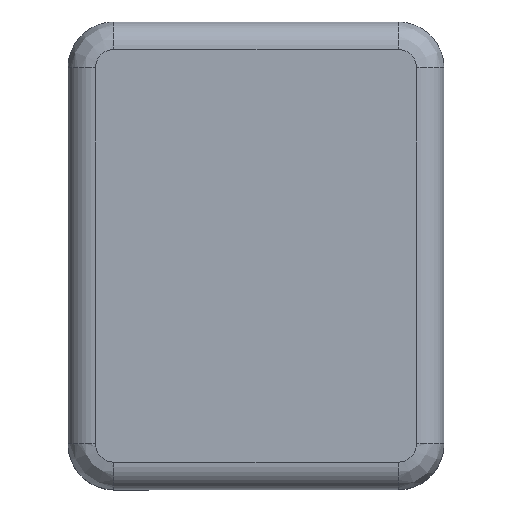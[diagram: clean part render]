
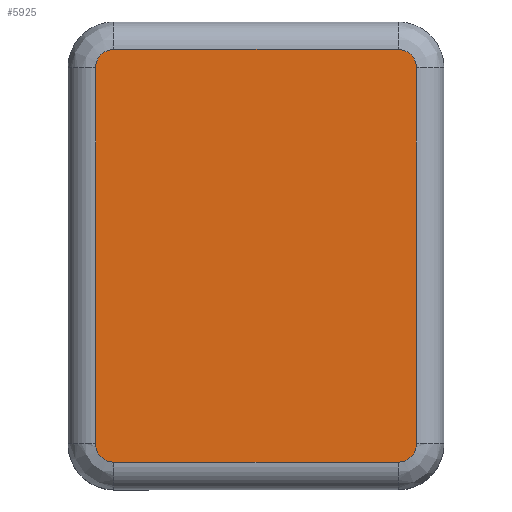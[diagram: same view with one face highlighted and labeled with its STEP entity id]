
A CAD part, top view. The second image highlights one B-rep face of the part: STEP entity #5925.
In plain terms, the highlighted planar face has unit normal (0, 0, 1).
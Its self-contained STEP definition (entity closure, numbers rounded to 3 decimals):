
#5780=CARTESIAN_POINT('',(-7.75,11.25,11.));
#5781=VERTEX_POINT('',#5780);
#5798=CARTESIAN_POINT('',(-8.75,10.25,11.));
#5799=VERTEX_POINT('',#5798);
#5807=CARTESIAN_POINT('',(-7.75,10.25,11.));
#5808=DIRECTION('',(0.,0.,-1.0));
#5809=DIRECTION('',(-0.707,0.707,0.));
#5810=AXIS2_PLACEMENT_3D('',#5807,#5808,#5809);
#5811=CIRCLE('',#5810,1.);
#5812=EDGE_CURVE('',#5799,#5781,#5811,.T.);
#5848=CARTESIAN_POINT('',(7.75,11.25,11.));
#5849=VERTEX_POINT('',#5848);
#5850=CARTESIAN_POINT('',(-7.75,11.25,11.));
#5851=DIRECTION('',(1.0,0.0,0.0));
#5852=VECTOR('',#5851,15.5);
#5853=LINE('',#5850,#5852);
#5854=EDGE_CURVE('',#5781,#5849,#5853,.T.);
#5867=CARTESIAN_POINT('',(0.,0.,11.));
#5868=DIRECTION('',(0.0,0.0,-1.0));
#5869=DIRECTION('',(1.0,0.0,0.0));
#5870=AXIS2_PLACEMENT_3D('',#5867,#5868,#5869);
#5871=PLANE('',#5870);
#5872=ORIENTED_EDGE('',*,*,#5812,.F.);
#5873=CARTESIAN_POINT('',(-8.75,-10.25,11.));
#5874=VERTEX_POINT('',#5873);
#5875=CARTESIAN_POINT('',(-8.75,-10.25,11.));
#5876=DIRECTION('',(0.0,1.0,0.0));
#5877=VECTOR('',#5876,20.5);
#5878=LINE('',#5875,#5877);
#5879=EDGE_CURVE('',#5874,#5799,#5878,.T.);
#5880=ORIENTED_EDGE('',*,*,#5879,.F.);
#5881=CARTESIAN_POINT('',(-7.75,-11.25,11.));
#5882=VERTEX_POINT('',#5881);
#5883=CARTESIAN_POINT('',(-7.75,-10.25,11.));
#5884=DIRECTION('',(0.,0.,-1.0));
#5885=DIRECTION('',(-0.707,-0.707,0.));
#5886=AXIS2_PLACEMENT_3D('',#5883,#5884,#5885);
#5887=CIRCLE('',#5886,1.);
#5888=EDGE_CURVE('',#5882,#5874,#5887,.T.);
#5889=ORIENTED_EDGE('',*,*,#5888,.F.);
#5890=CARTESIAN_POINT('',(7.75,-11.25,11.));
#5891=VERTEX_POINT('',#5890);
#5892=CARTESIAN_POINT('',(7.75,-11.25,11.));
#5893=DIRECTION('',(-1.0,0.0,0.0));
#5894=VECTOR('',#5893,15.5);
#5895=LINE('',#5892,#5894);
#5896=EDGE_CURVE('',#5891,#5882,#5895,.T.);
#5897=ORIENTED_EDGE('',*,*,#5896,.F.);
#5898=CARTESIAN_POINT('',(8.75,-10.25,11.));
#5899=VERTEX_POINT('',#5898);
#5900=CARTESIAN_POINT('',(7.75,-10.25,11.));
#5901=DIRECTION('',(0.,0.,-1.0));
#5902=DIRECTION('',(0.707,-0.707,0.));
#5903=AXIS2_PLACEMENT_3D('',#5900,#5901,#5902);
#5904=CIRCLE('',#5903,1.);
#5905=EDGE_CURVE('',#5899,#5891,#5904,.T.);
#5906=ORIENTED_EDGE('',*,*,#5905,.F.);
#5907=CARTESIAN_POINT('',(8.75,10.25,11.));
#5908=VERTEX_POINT('',#5907);
#5909=CARTESIAN_POINT('',(8.75,10.25,11.));
#5910=DIRECTION('',(0.0,-1.0,0.0));
#5911=VECTOR('',#5910,20.5);
#5912=LINE('',#5909,#5911);
#5913=EDGE_CURVE('',#5908,#5899,#5912,.T.);
#5914=ORIENTED_EDGE('',*,*,#5913,.F.);
#5915=CARTESIAN_POINT('',(7.75,10.25,11.));
#5916=DIRECTION('',(0.,0.,-1.0));
#5917=DIRECTION('',(0.707,0.707,0.));
#5918=AXIS2_PLACEMENT_3D('',#5915,#5916,#5917);
#5919=CIRCLE('',#5918,1.);
#5920=EDGE_CURVE('',#5849,#5908,#5919,.T.);
#5921=ORIENTED_EDGE('',*,*,#5920,.F.);
#5922=ORIENTED_EDGE('',*,*,#5854,.F.);
#5923=EDGE_LOOP('',(#5872,#5880,#5889,#5897,#5906,#5914,#5921,#5922));
#5924=FACE_OUTER_BOUND('',#5923,.T.);
#5925=ADVANCED_FACE('',(#5924),#5871,.F.);
